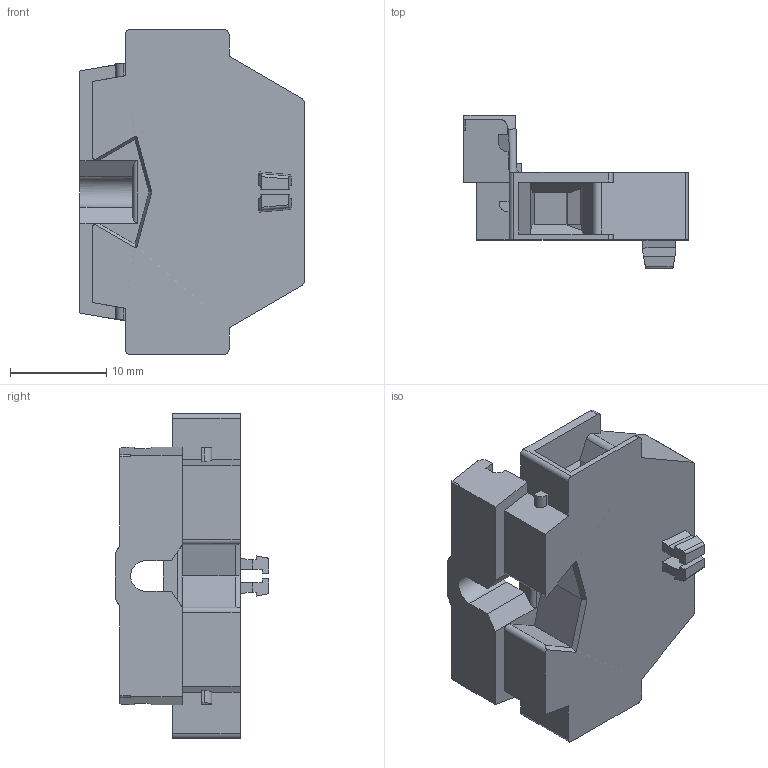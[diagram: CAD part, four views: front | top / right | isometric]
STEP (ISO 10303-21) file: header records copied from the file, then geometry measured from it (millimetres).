
FILE_DESCRIPTION( ( 'STEP AP214' ), '1' );
FILE_NAME( 'SDUS4-B-20201026.stp', '2022-12-15T03:14:01', ( ' ' ), ( ' ' ), 'XStep 1.0', ' ', ' ' );
FILE_SCHEMA( ( 'CONFIG_CONTROL_DESIGN) ( )' ) );
Length unit declared in the file: metre
Products named in the file (1): SDUS4-M01
Bounding box: 23.31 x 16 x 33.75 mm (x, y, z)
Volume: 3732 mm3; surface area: 3172.6 mm2
Topology: 1 solids, 1 shells, 225 faces, 625 edges, 403 vertices
Faces by surface type: plane 185, cylinder 40
Entity records: 8911 total; most frequent: CARTESIAN_POINT 1312, ORIENTED_EDGE 1250, DIRECTION 1132, EDGE_CURVE 625, LINE 544, VECTOR 544, VERTEX_POINT 403, AXIS2_PLACEMENT_3D 294
